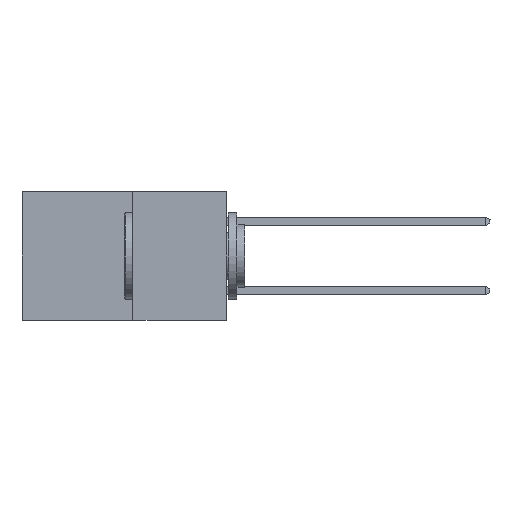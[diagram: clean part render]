
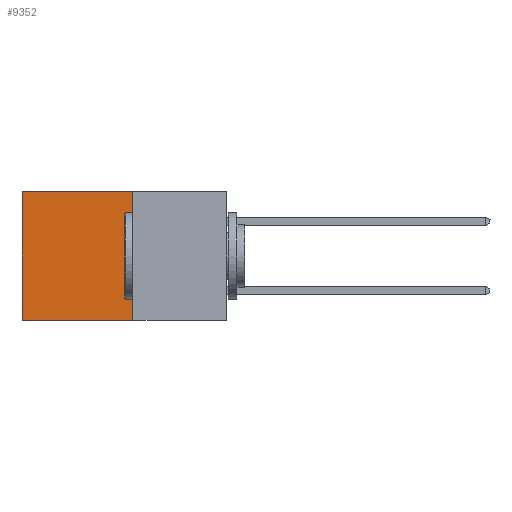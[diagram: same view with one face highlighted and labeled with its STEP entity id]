
A CAD part, left-side view. The second image highlights one B-rep face of the part: STEP entity #9352.
In plain terms, the highlighted planar face has unit normal (-1, 0, 0).
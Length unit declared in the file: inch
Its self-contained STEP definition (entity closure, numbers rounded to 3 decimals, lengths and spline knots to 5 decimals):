
#472 = VERTEX_POINT ( 'NONE', #18463 ) ;
#587 = DIRECTION ( 'NONE',  ( 0., 1., 0. ) ) ;
#1529 = VERTEX_POINT ( 'NONE', #4603 ) ;
#1752 = VERTEX_POINT ( 'NONE', #13729 ) ;
#2502 = DIRECTION ( 'NONE',  ( 1., 0., 0. ) ) ;
#2838 = ORIENTED_EDGE ( 'NONE', *, *, #10972, .F. ) ;
#2913 = EDGE_CURVE ( 'NONE', #1752, #472, #16364, .T. ) ;
#3189 = EDGE_LOOP ( 'NONE', ( #5526, #3379, #2838, #11252 ) ) ;
#3379 = ORIENTED_EDGE ( 'NONE', *, *, #4910, .F. ) ;
#3383 = DIRECTION ( 'NONE',  ( 0., 0., -1. ) ) ;
#4603 = CARTESIAN_POINT ( 'NONE',  ( 0.277, 0.27, -0.37 ) ) ;
#4870 = LINE ( 'NONE', #19982, #13057 ) ;
#4910 = EDGE_CURVE ( 'NONE', #1529, #472, #18493, .T. ) ;
#5526 = ORIENTED_EDGE ( 'NONE', *, *, #2913, .T. ) ;
#6069 = VECTOR ( 'NONE', #19759, 39.37008 ) ;
#6872 = FACE_OUTER_BOUND ( 'NONE', #3189, .T. ) ;
#7367 = CARTESIAN_POINT ( 'NONE',  ( 0.277, 0.27, -0.37 ) ) ;
#7684 = VECTOR ( 'NONE', #8316, 39.37008 ) ;
#8316 = DIRECTION ( 'NONE',  ( 0., 0., -1. ) ) ;
#9352 = ADVANCED_FACE ( 'NONE', ( #6872 ), #20234, .F. ) ;
#9368 = CARTESIAN_POINT ( 'NONE',  ( 0.277, 0.59, -0.37 ) ) ;
#10972 = EDGE_CURVE ( 'NONE', #19704, #1529, #15226, .T. ) ;
#11252 = ORIENTED_EDGE ( 'NONE', *, *, #13150, .T. ) ;
#13057 = VECTOR ( 'NONE', #587, 39.37008 ) ;
#13150 = EDGE_CURVE ( 'NONE', #19704, #1752, #4870, .T. ) ;
#13729 = CARTESIAN_POINT ( 'NONE',  ( 0.277, 0.59, 0. ) ) ;
#13944 = DIRECTION ( 'NONE',  ( 0., 0., -1. ) ) ;
#14361 = CARTESIAN_POINT ( 'NONE',  ( 0.277, 0.27, 0. ) ) ;
#15226 = LINE ( 'NONE', #16445, #18943 ) ;
#16364 = LINE ( 'NONE', #9368, #7684 ) ;
#16445 = CARTESIAN_POINT ( 'NONE',  ( 0.277, 0.27, -0.37 ) ) ;
#18463 = CARTESIAN_POINT ( 'NONE',  ( 0.277, 0.59, -0.37 ) ) ;
#18493 = LINE ( 'NONE', #19998, #6069 ) ;
#18943 = VECTOR ( 'NONE', #3383, 39.37008 ) ;
#19704 = VERTEX_POINT ( 'NONE', #14361 ) ;
#19759 = DIRECTION ( 'NONE',  ( 0., 1., 0. ) ) ;
#19982 = CARTESIAN_POINT ( 'NONE',  ( 0.277, 0.27, 0. ) ) ;
#19998 = CARTESIAN_POINT ( 'NONE',  ( 0.277, 0.27, -0.37 ) ) ;
#20234 = PLANE ( 'NONE',  #20422 ) ;
#20422 = AXIS2_PLACEMENT_3D ( 'NONE', #7367, #2502, #13944 ) ;
